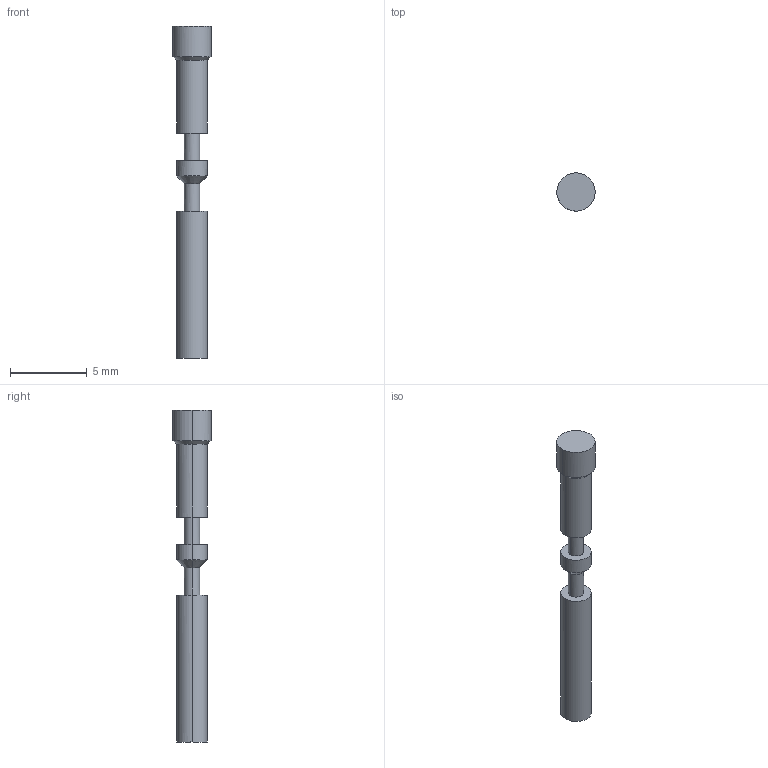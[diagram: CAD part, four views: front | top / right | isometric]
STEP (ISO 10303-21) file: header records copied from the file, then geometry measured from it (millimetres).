
FILE_DESCRIPTION(('CATIA V5 STEP Exchange','CAx-IF Rec.Pracs.--- Model Styling and Organization---1.4--- 2014-01-23'),'2;1');
FILE_NAME ('029559-2_1', '2019-11-21T06:46:10+00:00', ('none'), ('Weidmueller'), 'CATIA Version 5-6 Release 2016 SP3 HF44', 'CATIA V5 STEP AP214', 'none');
FILE_SCHEMA(('AUTOMOTIVE_DESIGN { 1 0 10303 214 1 1 1 1 }'));
Length unit declared in the file: millimetre
Products named in the file (1): 1995830000
Bounding box: 2.5 x 2.5 x 21.7 mm (x, y, z)
Volume: 48.1 mm3; surface area: 183.2 mm2
Topology: 1 solids, 1 shells, 25 faces, 50 edges, 29 vertices
Faces by surface type: cylinder 14, cone 6, plane 5
Entity records: 763 total; most frequent: CARTESIAN_POINT 259, ORIENTED_EDGE 96, DIRECTION 86, EDGE_CURVE 48, AXIS2_PLACEMENT_3D 42, EDGE_LOOP 29, VERTEX_POINT 29, ADVANCED_FACE 25
